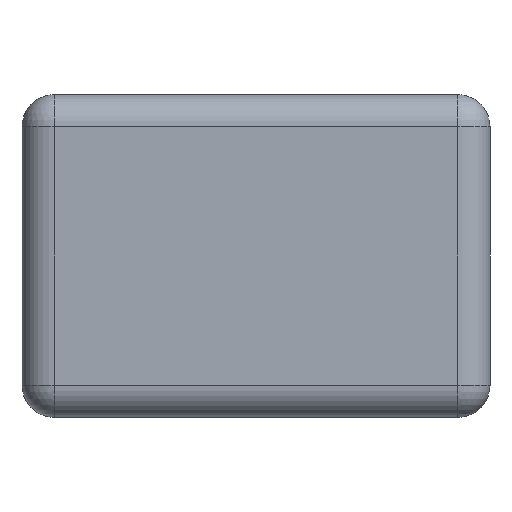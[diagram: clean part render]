
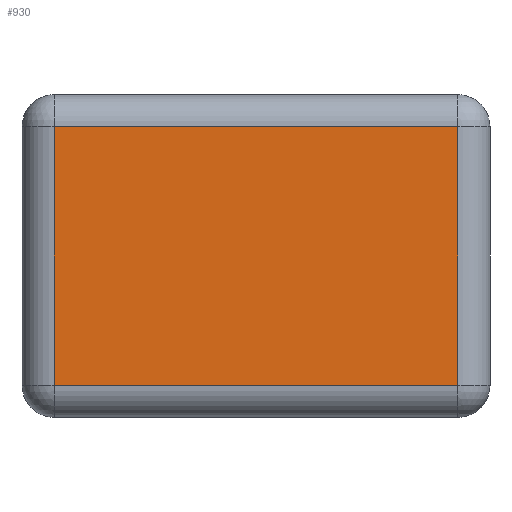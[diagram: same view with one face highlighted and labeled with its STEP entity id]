
A CAD part, left-side view. The second image highlights one B-rep face of the part: STEP entity #930.
In plain terms, the highlighted planar face has unit normal (-1, 0, 0).
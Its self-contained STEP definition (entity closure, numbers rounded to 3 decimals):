
#536=CARTESIAN_POINT('',(-1.1,-0.625,0.9));
#537=VERTEX_POINT('',#536);
#580=CARTESIAN_POINT('',(-1.1,0.625,0.9));
#581=VERTEX_POINT('',#580);
#606=CARTESIAN_POINT('',(-1.1,-0.625,0.1));
#607=VERTEX_POINT('',#606);
#650=CARTESIAN_POINT('',(-1.1,0.625,0.1));
#651=VERTEX_POINT('',#650);
#675=CARTESIAN_POINT('',(-1.1,-0.625,0.1));
#676=DIRECTION('',(0.0,1.0,0.0));
#677=VECTOR('',#676,1.25);
#678=LINE('',#675,#677);
#679=EDGE_CURVE('',#607,#651,#678,.T.);
#704=CARTESIAN_POINT('',(-1.1,0.625,0.1));
#705=DIRECTION('',(0.0,0.0,1.0));
#706=VECTOR('',#705,0.8);
#707=LINE('',#704,#706);
#708=EDGE_CURVE('',#651,#581,#707,.T.);
#783=CARTESIAN_POINT('',(-1.1,-0.625,0.9));
#784=DIRECTION('',(0.0,0.0,-1.0));
#785=VECTOR('',#784,0.8);
#786=LINE('',#783,#785);
#787=EDGE_CURVE('',#537,#607,#786,.T.);
#805=CARTESIAN_POINT('',(-1.1,0.625,0.9));
#806=DIRECTION('',(0.0,-1.0,0.0));
#807=VECTOR('',#806,1.25);
#808=LINE('',#805,#807);
#809=EDGE_CURVE('',#581,#537,#808,.T.);
#919=CARTESIAN_POINT('',(-1.1,-0.725,0.0));
#920=DIRECTION('',(-1.0,0.0,0.0));
#921=DIRECTION('',(0.0,0.0,1.0));
#922=AXIS2_PLACEMENT_3D('',#919,#920,#921);
#923=PLANE('',#922);
#924=ORIENTED_EDGE('',*,*,#679,.F.);
#925=ORIENTED_EDGE('',*,*,#787,.F.);
#926=ORIENTED_EDGE('',*,*,#809,.F.);
#927=ORIENTED_EDGE('',*,*,#708,.F.);
#928=EDGE_LOOP('',(#924,#925,#926,#927));
#929=FACE_OUTER_BOUND('',#928,.T.);
#930=ADVANCED_FACE('',(#929),#923,.T.);
